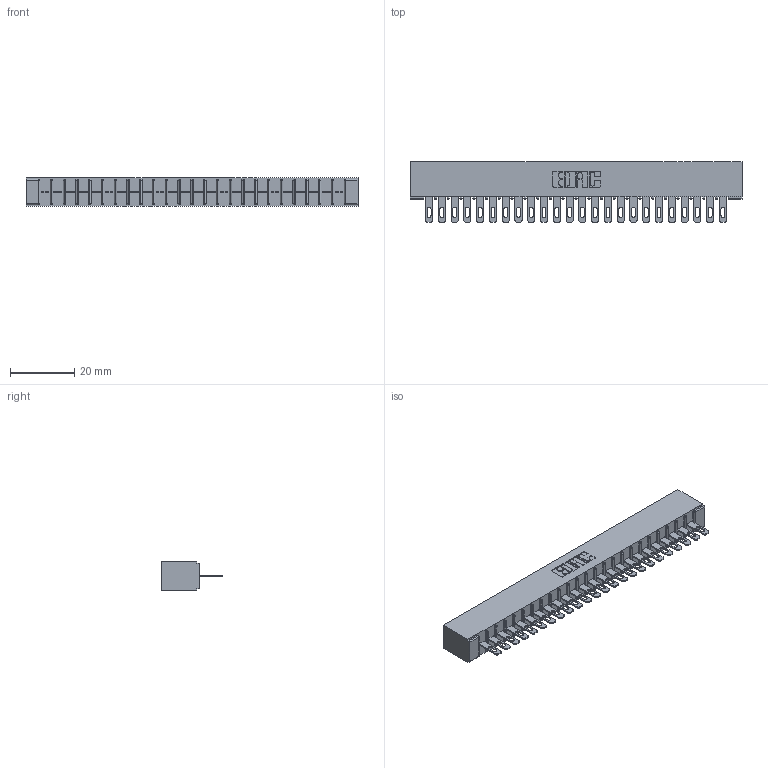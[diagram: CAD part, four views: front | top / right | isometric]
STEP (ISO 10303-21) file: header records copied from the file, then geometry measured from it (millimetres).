
FILE_DESCRIPTION (( 'STEP AP203' ), '1' );
FILE_NAME ('316-024-400-101.STEP', '2020-09-22T21:14:38', ( '' ), ( '' ), 'SwSTEP 2.0', 'SolidWorks 2020', '' );
FILE_SCHEMA (( 'CONFIG_CONTROL_DESIGN' ));
Length unit declared in the file: inch
Products named in the file (3): 316-024-400-101; 306-290-001_100; 306 Part_No Mounting
Assembly tree (25 placements, depth 2):
  316-024-400-101
    306 Part_No Mounting
    306-290-001_100  x24
Bounding box: 102.97 x 18.87 x 8.71 mm (x, y, z)
Volume: 7409.1 mm3; surface area: 11648.5 mm2
Topology: 25 solids, 25 shells, 1932 faces, 5452 edges, 3504 vertices
Faces by surface type: plane 1264, cylinder 572, sphere 96
Entity records: 24599 total; most frequent: CARTESIAN_POINT 4127, ORIENTED_EDGE 4088, DIRECTION 4072, EDGE_CURVE 2044, VECTOR 1590, LINE 1590, VERTEX_POINT 1296, AXIS2_PLACEMENT_3D 1241
